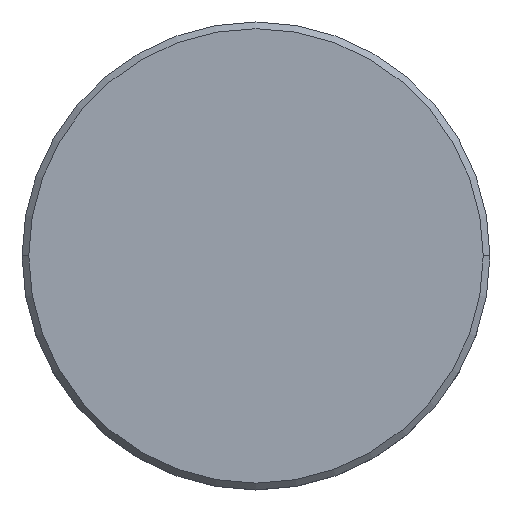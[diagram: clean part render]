
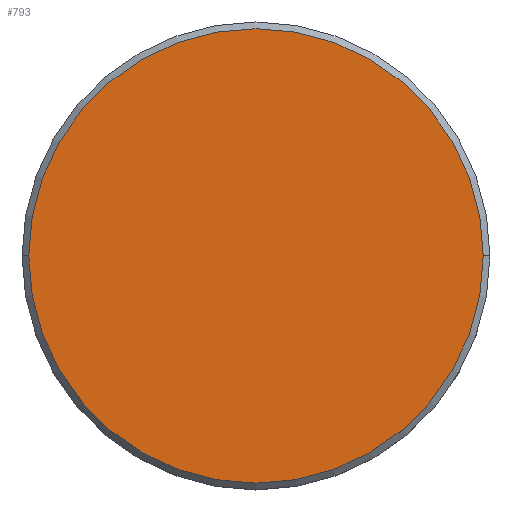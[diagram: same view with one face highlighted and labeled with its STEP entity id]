
A CAD part, top view. The second image highlights one B-rep face of the part: STEP entity #793.
In plain terms, the highlighted planar face has unit normal (0, 0, 1).
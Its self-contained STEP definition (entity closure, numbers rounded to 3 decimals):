
#86 = AXIS2_PLACEMENT_3D ( 'NONE', #1107, #200, #183 ) ;
#176 = AXIS2_PLACEMENT_3D ( 'NONE', #346, #801, #621 ) ;
#183 = DIRECTION ( 'NONE',  ( 1., 0., 0. ) ) ;
#200 = DIRECTION ( 'NONE',  ( 0., 0., 1. ) ) ;
#272 = CARTESIAN_POINT ( 'NONE',  ( 0., 0., 0. ) ) ;
#328 = EDGE_CURVE ( 'NONE', #527, #937, #1077, .T. ) ;
#346 = CARTESIAN_POINT ( 'NONE',  ( 0., 0., 0. ) ) ;
#433 = FACE_OUTER_BOUND ( 'NONE', #758, .T. ) ;
#518 = AXIS2_PLACEMENT_3D ( 'NONE', #272, #1176, #641 ) ;
#527 = VERTEX_POINT ( 'NONE', #1137 ) ;
#621 = DIRECTION ( 'NONE',  ( 1., 0., 0. ) ) ;
#641 = DIRECTION ( 'NONE',  ( 1., 0., 0. ) ) ;
#745 = CARTESIAN_POINT ( 'NONE',  ( 17., 0., 0. ) ) ;
#758 = EDGE_LOOP ( 'NONE', ( #1121, #843 ) ) ;
#793 = ADVANCED_FACE ( 'NONE', ( #433 ), #1159, .T. ) ;
#801 = DIRECTION ( 'NONE',  ( 0., 0., 1. ) ) ;
#839 = EDGE_CURVE ( 'NONE', #937, #527, #1002, .T. ) ;
#843 = ORIENTED_EDGE ( 'NONE', *, *, #839, .T. ) ;
#937 = VERTEX_POINT ( 'NONE', #745 ) ;
#1002 = CIRCLE ( 'NONE', #86, 17. ) ;
#1077 = CIRCLE ( 'NONE', #518, 17. ) ;
#1107 = CARTESIAN_POINT ( 'NONE',  ( 0., 0., 0. ) ) ;
#1121 = ORIENTED_EDGE ( 'NONE', *, *, #328, .T. ) ;
#1137 = CARTESIAN_POINT ( 'NONE',  ( -17., 0., 0. ) ) ;
#1159 = PLANE ( 'NONE',  #176 ) ;
#1176 = DIRECTION ( 'NONE',  ( 0., 0., 1. ) ) ;
